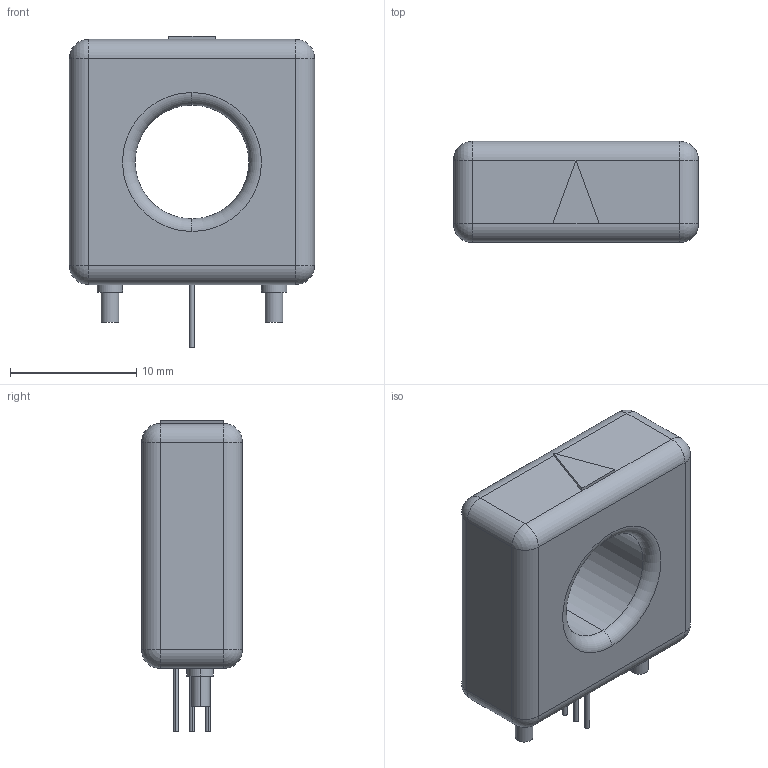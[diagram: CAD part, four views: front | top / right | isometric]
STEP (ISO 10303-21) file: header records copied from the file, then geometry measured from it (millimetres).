
FILE_DESCRIPTION (( 'STEP AP214' ), '1' );
FILE_NAME ('WCS1700 Current sensor.STEP', '2023-01-31T19:19:58', ( '' ), ( '' ), 'SwSTEP 2.0', 'SolidWorks 2021', '' );
FILE_SCHEMA (( 'AUTOMOTIVE_DESIGN' ));
Length unit declared in the file: millimetre
Products named in the file (1): WCS1700 Current sensor
Bounding box: 19.4 x 8 x 24.65 mm (x, y, z)
Volume: 2418.7 mm3; surface area: 1377.1 mm2
Topology: 1 solids, 1 shells, 58 faces, 123 edges, 66 vertices
Faces by surface type: cylinder 28, plane 18, sphere 8, torus 4
Entity records: 1525 total; most frequent: DIRECTION 297, CARTESIAN_POINT 240, ORIENTED_EDGE 230, AXIS2_PLACEMENT_3D 123, EDGE_CURVE 115, EDGE_LOOP 67, VERTEX_POINT 66, CIRCLE 64
